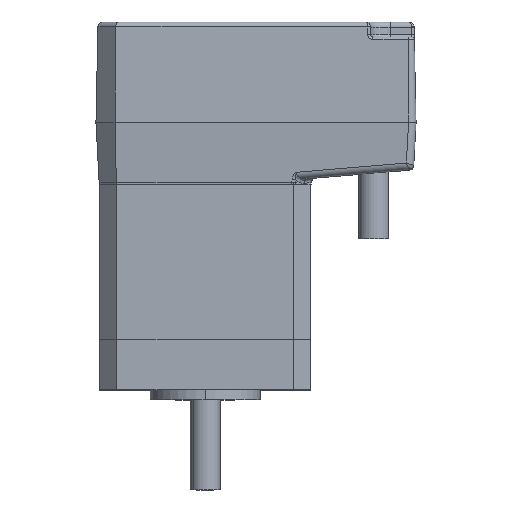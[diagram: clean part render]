
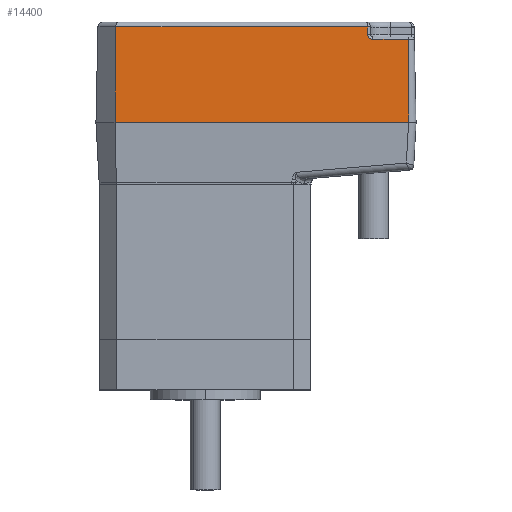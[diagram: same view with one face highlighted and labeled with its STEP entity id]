
A CAD part, top view. The second image highlights one B-rep face of the part: STEP entity #14400.
In plain terms, the highlighted planar face has unit normal (0, 0.021, 1).
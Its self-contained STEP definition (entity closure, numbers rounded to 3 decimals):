
#645 = CARTESIAN_POINT ( 'NONE',  ( -18.021, 0., 21.83 ) ) ;
#646 = CARTESIAN_POINT ( 'NONE',  ( 32.5, 19.021, 21.432 ) ) ;
#655 = VECTOR ( 'NONE', #686, 1000. ) ;
#662 = CARTESIAN_POINT ( 'NONE',  ( 32.5, 19.01, 21.432 ) ) ;
#673 = DIRECTION ( 'NONE',  ( 0., 1., -0.021 ) ) ;
#674 = VECTOR ( 'NONE', #673, 1000. ) ;
#675 = CARTESIAN_POINT ( 'NONE',  ( 32.5, 0., 21.83 ) ) ;
#676 = LINE ( 'NONE', #675, #674 ) ;
#685 = AXIS2_PLACEMENT_3D ( 'NONE', #694, #709, #708 ) ;
#686 = DIRECTION ( 'NONE',  ( -0.009, -1., 0.021 ) ) ;
#687 = LINE ( 'NONE', #645, #655 ) ;
#693 = PLANE ( 'NONE',  #685 ) ;
#694 = CARTESIAN_POINT ( 'NONE',  ( -18.021, 0., 21.83 ) ) ;
#695 = CARTESIAN_POINT ( 'NONE',  ( -17.856, 19.021, 21.432 ) ) ;
#696 = CARTESIAN_POINT ( 'NONE',  ( -18.021, 0., 21.83 ) ) ;
#698 = CARTESIAN_POINT ( 'NONE',  ( 32.5, 17.51, 21.463 ) ) ;
#700 = DIRECTION ( 'NONE',  ( -1., 0., 0. ) ) ;
#701 = VECTOR ( 'NONE', #700, 1000. ) ;
#702 = CARTESIAN_POINT ( 'NONE',  ( -18.021, 16.51, 21.484 ) ) ;
#703 = CARTESIAN_POINT ( 'NONE',  ( 40.652, 16.51, 21.484 ) ) ;
#707 = LINE ( 'NONE', #702, #701 ) ;
#708 = DIRECTION ( 'NONE',  ( 0., -1., 0.021 ) ) ;
#709 = DIRECTION ( 'NONE',  ( 0., 0.021, 1. ) ) ;
#712 = CARTESIAN_POINT ( 'NONE',  ( 32.5, 19.021, 21.432 ) ) ;
#713 = CARTESIAN_POINT ( 'NONE',  ( 32.5, 19.017, 21.432 ) ) ;
#714 = CARTESIAN_POINT ( 'NONE',  ( 32.5, 19.014, 21.432 ) ) ;
#715 = CARTESIAN_POINT ( 'NONE',  ( 32.5, 19.01, 21.432 ) ) ;
#716 = CARTESIAN_POINT ( 'NONE',  ( 40.652, 0., 21.83 ) ) ;
#717 = LINE ( 'NONE', #716, #740 ) ;
#718 =( BOUNDED_CURVE ( )  B_SPLINE_CURVE ( 3, ( #715, #714, #713, #712 ),
 .UNSPECIFIED., .F., .T. ) 
 B_SPLINE_CURVE_WITH_KNOTS ( ( 4, 4 ),
 ( 4.712, 4.733 ),
 .UNSPECIFIED. ) 
 CURVE ( )  GEOMETRIC_REPRESENTATION_ITEM ( )  RATIONAL_B_SPLINE_CURVE ( ( 1., 1., 1., 1. ) ) 
 REPRESENTATION_ITEM ( '' )  );
#719 = FACE_OUTER_BOUND ( 'NONE', #14376, .T. ) ;
#732 = DIRECTION ( 'NONE',  ( 1., 0., 0. ) ) ;
#733 = VECTOR ( 'NONE', #732, 1000. ) ;
#734 = CARTESIAN_POINT ( 'NONE',  ( -18.021, 0., 21.83 ) ) ;
#736 = LINE ( 'NONE', #734, #733 ) ;
#737 = DIRECTION ( 'NONE',  ( -1., 0., 0. ) ) ;
#738 = CARTESIAN_POINT ( 'NONE',  ( -17.848, 19.021, 21.432 ) ) ;
#739 = DIRECTION ( 'NONE',  ( 0., -1., 0.021 ) ) ;
#740 = VECTOR ( 'NONE', #739, 1000. ) ;
#741 = VECTOR ( 'NONE', #737, 1000. ) ;
#742 = LINE ( 'NONE', #738, #741 ) ;
#743 = CARTESIAN_POINT ( 'NONE',  ( 40.652, 0., 21.83 ) ) ;
#744 = CARTESIAN_POINT ( 'NONE',  ( 33.5, 16.51, 21.484 ) ) ;
#824 = CARTESIAN_POINT ( 'NONE',  ( 33.5, 16.51, 21.484 ) ) ;
#825 = CARTESIAN_POINT ( 'NONE',  ( 32.914, 16.51, 21.484 ) ) ;
#826 = CARTESIAN_POINT ( 'NONE',  ( 32.5, 16.925, 21.476 ) ) ;
#827 = CARTESIAN_POINT ( 'NONE',  ( 32.5, 17.51, 21.463 ) ) ;
#828 =( BOUNDED_CURVE ( )  B_SPLINE_CURVE ( 3, ( #827, #826, #825, #824 ),
 .UNSPECIFIED., .F., .F. ) 
 B_SPLINE_CURVE_WITH_KNOTS ( ( 4, 4 ),
 ( 1.571, 3.142 ),
 .UNSPECIFIED. ) 
 CURVE ( )  GEOMETRIC_REPRESENTATION_ITEM ( )  RATIONAL_B_SPLINE_CURVE ( ( 1., 0.805, 0.805, 1. ) ) 
 REPRESENTATION_ITEM ( '' )  );
#14368 = VERTEX_POINT ( 'NONE', #646 ) ;
#14374 = VERTEX_POINT ( 'NONE', #662 ) ;
#14376 = EDGE_LOOP ( 'NONE', ( #14396, #14397, #14418, #14416, #14419, #14415, #14409, #14402 ) ) ;
#14381 = VERTEX_POINT ( 'NONE', #696 ) ;
#14382 = VERTEX_POINT ( 'NONE', #695 ) ;
#14390 = EDGE_CURVE ( 'NONE', #14382, #14381, #687, .T. ) ;
#14394 = EDGE_CURVE ( 'NONE', #14410, #14374, #676, .T. ) ;
#14395 = EDGE_CURVE ( 'NONE', #14374, #14368, #718, .T. ) ;
#14396 = ORIENTED_EDGE ( 'NONE', *, *, #14394, .T. ) ;
#14397 = ORIENTED_EDGE ( 'NONE', *, *, #14395, .T. ) ;
#14400 = ADVANCED_FACE ( 'NONE', ( #719 ), #693, .T. ) ;
#14402 = ORIENTED_EDGE ( 'NONE', *, *, #14458, .F. ) ;
#14407 = EDGE_CURVE ( 'NONE', #14411, #14412, #707, .T. ) ;
#14409 = ORIENTED_EDGE ( 'NONE', *, *, #14407, .T. ) ;
#14410 = VERTEX_POINT ( 'NONE', #698 ) ;
#14411 = VERTEX_POINT ( 'NONE', #703 ) ;
#14412 = VERTEX_POINT ( 'NONE', #744 ) ;
#14413 = VERTEX_POINT ( 'NONE', #743 ) ;
#14414 = EDGE_CURVE ( 'NONE', #14411, #14413, #717, .T. ) ;
#14415 = ORIENTED_EDGE ( 'NONE', *, *, #14414, .F. ) ;
#14416 = ORIENTED_EDGE ( 'NONE', *, *, #14390, .T. ) ;
#14418 = ORIENTED_EDGE ( 'NONE', *, *, #14424, .T. ) ;
#14419 = ORIENTED_EDGE ( 'NONE', *, *, #14425, .T. ) ;
#14424 = EDGE_CURVE ( 'NONE', #14368, #14382, #742, .T. ) ;
#14425 = EDGE_CURVE ( 'NONE', #14381, #14413, #736, .T. ) ;
#14458 = EDGE_CURVE ( 'NONE', #14410, #14412, #828, .T. ) ;
